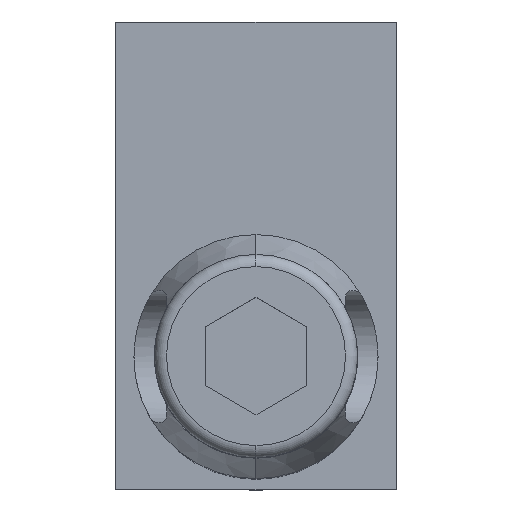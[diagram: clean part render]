
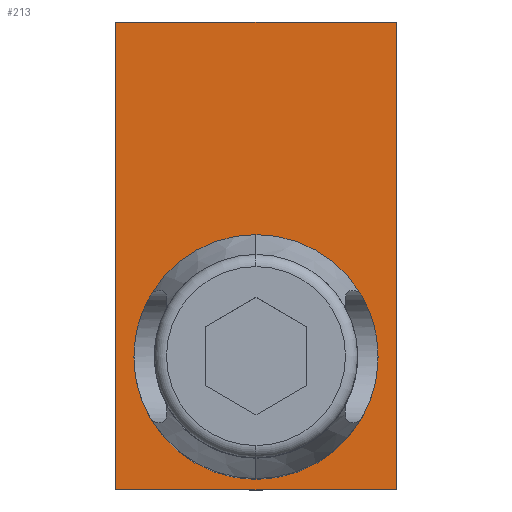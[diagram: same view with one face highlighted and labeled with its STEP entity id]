
A CAD part, top view. The second image highlights one B-rep face of the part: STEP entity #213.
In plain terms, the highlighted planar face has unit normal (0, 0, 1).
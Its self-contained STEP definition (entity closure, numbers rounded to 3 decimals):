
#213=ADVANCED_FACE('',(#401,#402),#403,.T.);
#401=FACE_BOUND('',#570,.T.);
#402=FACE_OUTER_BOUND('',#571,.T.);
#403=PLANE('',#572);
#570=EDGE_LOOP('',(#976,#977));
#571=EDGE_LOOP('',(#978,#979,#980,#981));
#572=AXIS2_PLACEMENT_3D('',#982,#983,#984);
#976=ORIENTED_EDGE('',*,*,#1169,.T.);
#977=ORIENTED_EDGE('',*,*,#1160,.T.);
#978=ORIENTED_EDGE('',*,*,#1180,.T.);
#979=ORIENTED_EDGE('',*,*,#1181,.F.);
#980=ORIENTED_EDGE('',*,*,#1182,.T.);
#981=ORIENTED_EDGE('',*,*,#1173,.T.);
#982=CARTESIAN_POINT('',(0.,23.3,-5.5));
#983=DIRECTION('',(0.0,0.0,1.0));
#984=DIRECTION('',(-1.0,0.0,0.0));
#1160=EDGE_CURVE('',#1393,#1390,#1394,.T.);
#1169=EDGE_CURVE('',#1390,#1393,#1408,.T.);
#1173=EDGE_CURVE('',#1414,#1412,#1415,.T.);
#1180=EDGE_CURVE('',#1412,#1424,#1425,.T.);
#1181=EDGE_CURVE('',#1426,#1424,#1427,.T.);
#1182=EDGE_CURVE('',#1426,#1414,#1428,.T.);
#1390=VERTEX_POINT('',#2089);
#1393=VERTEX_POINT('',#2093);
#1394=CIRCLE('',#2094,3.0);
#1408=CIRCLE('',#2235,3.0);
#1412=VERTEX_POINT('',#2240);
#1414=VERTEX_POINT('',#2242);
#1415=LINE('',#2243,#2244);
#1424=VERTEX_POINT('',#2255);
#1425=LINE('',#2256,#2257);
#1426=VERTEX_POINT('',#2258);
#1427=LINE('',#2259,#2260);
#1428=LINE('',#2261,#2262);
#2089=CARTESIAN_POINT('',(0.0,3.8,-5.5));
#2093=CARTESIAN_POINT('',(0.,9.8,-5.5));
#2094=AXIS2_PLACEMENT_3D('',#2431,#2432,#2433);
#2235=AXIS2_PLACEMENT_3D('',#2435,#2436,#2437);
#2240=CARTESIAN_POINT('',(-6.9,0.3,-5.5));
#2242=CARTESIAN_POINT('',(-6.9,23.3,-5.5));
#2243=CARTESIAN_POINT('',(-6.9,23.3,-5.5));
#2244=VECTOR('',#2442,1.0);
#2255=CARTESIAN_POINT('',(6.9,0.3,-5.5));
#2256=CARTESIAN_POINT('',(6.9,0.3,-5.5));
#2257=VECTOR('',#2451,1.0);
#2258=CARTESIAN_POINT('',(6.9,23.3,-5.5));
#2259=CARTESIAN_POINT('',(6.9,23.3,-5.5));
#2260=VECTOR('',#2452,1.0);
#2261=CARTESIAN_POINT('',(6.9,23.3,-5.5));
#2262=VECTOR('',#2453,1.0);
#2431=CARTESIAN_POINT('',(0.0,6.8,-5.5));
#2432=DIRECTION('',(-0.0,-0.0,-1.0));
#2433=DIRECTION('',(0.0,-1.0,0.0));
#2435=CARTESIAN_POINT('',(0.0,6.8,-5.5));
#2436=DIRECTION('',(-0.0,-0.0,-1.0));
#2437=DIRECTION('',(0.0,-1.0,0.0));
#2442=DIRECTION('',(0.0,-1.0,0.0));
#2451=DIRECTION('',(1.0,0.0,0.0));
#2452=DIRECTION('',(0.0,-1.0,0.0));
#2453=DIRECTION('',(-1.0,0.0,0.0));
